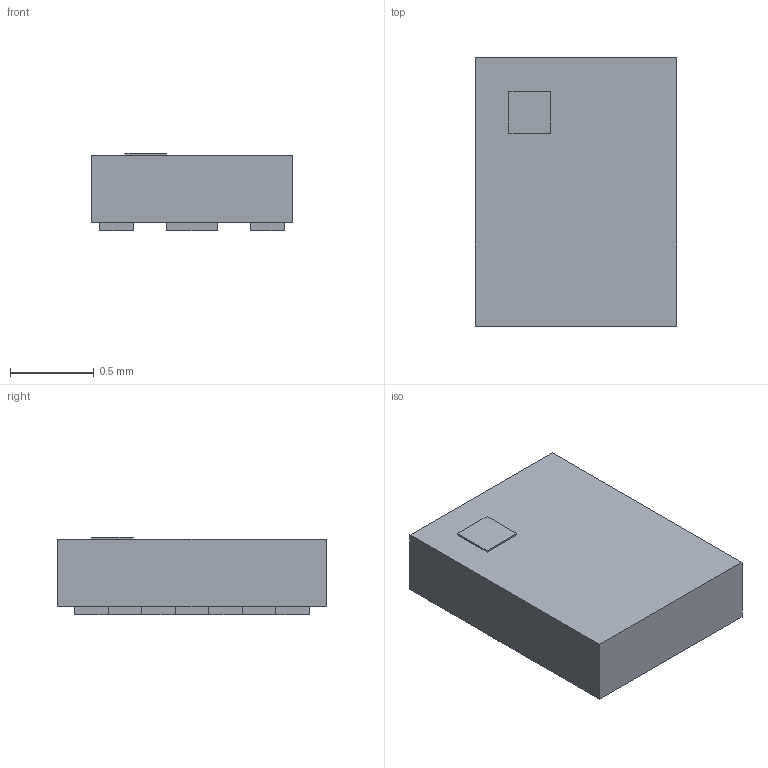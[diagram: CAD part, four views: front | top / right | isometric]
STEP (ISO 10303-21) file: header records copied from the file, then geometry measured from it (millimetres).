
FILE_DESCRIPTION(('FreeCAD Model'),'2;1');
FILE_NAME('Open CASCADE Shape Model','2024-07-12T15:48:22',('Author'),( ''),'Open CASCADE STEP processor 7.5','FreeCAD','Unknown');
FILE_SCHEMA(('AUTOMOTIVE_DESIGN { 1 0 10303 214 1 1 1 1 }'));
Length unit declared in the file: millimetre
Products named in the file (12): LinkGroup; Pin1; Pin2; Pin3; Pin4; Pin5; Pin6; Pin7; Pin8; EP; Body; Mark
Assembly tree (11 placements, depth 2):
  LinkGroup
    Pin1
    Pin2
    Pin3
    Pin4
    Pin5
    Pin6
    Pin7
    Pin8
    EP
    Body
    Mark
Bounding box: 1.2 x 1.6 x 0.46 mm (x, y, z)
Volume: 0.8 mm3; surface area: 8.6 mm2
Topology: 11 solids, 11 shells, 74 faces, 156 edges, 104 vertices
Faces by surface type: plane 74
Entity records: 4270 total; most frequent: CARTESIAN_POINT 658, DIRECTION 640, LINE 468, VECTOR 468, ORIENTED_EDGE 312, PCURVE 312, DEFINITIONAL_REPRESENTATION 312, EDGE_CURVE 156
